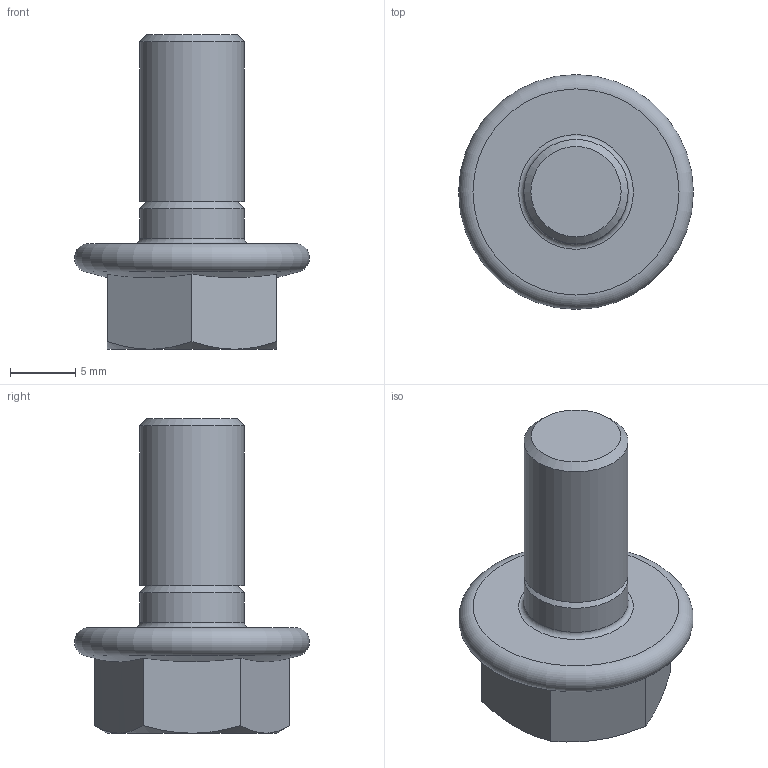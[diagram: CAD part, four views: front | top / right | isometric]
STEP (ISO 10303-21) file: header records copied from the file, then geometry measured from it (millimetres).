
FILE_DESCRIPTION (( 'STEP AP203' ), '1' );
FILE_NAME ('VTD800_Default.step', '2025-05-14T13:11:37', ( 'Windows User' ), ( 'AUTOMATION DIRECT' ), 'SwSTEP 2.0', 'SolidWorks 2024', '' );
FILE_SCHEMA (( 'CONFIG_CONTROL_DESIGN' ));
Length unit declared in the file: millimetre
Products named in the file (1): VTD800_Default
Bounding box: 17.99 x 17.99 x 24.1 mm (x, y, z)
Volume: 2200.2 mm3; surface area: 1231.9 mm2
Topology: 1 solids, 1 shells, 23 faces, 47 edges, 28 vertices
Faces by surface type: plane 10, cone 9, torus 2, cylinder 2
Full cylindrical faces by diameter (mm): 8 x2
Entity records: 785 total; most frequent: CARTESIAN_POINT 282, DIRECTION 84, ORIENTED_EDGE 78, EDGE_CURVE 39, AXIS2_PLACEMENT_3D 39, EDGE_LOOP 32, FACE_OUTER_BOUND 27, VERTEX_POINT 27
